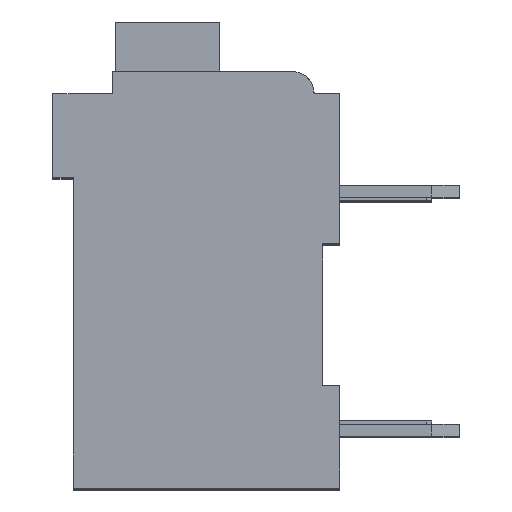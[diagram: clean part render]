
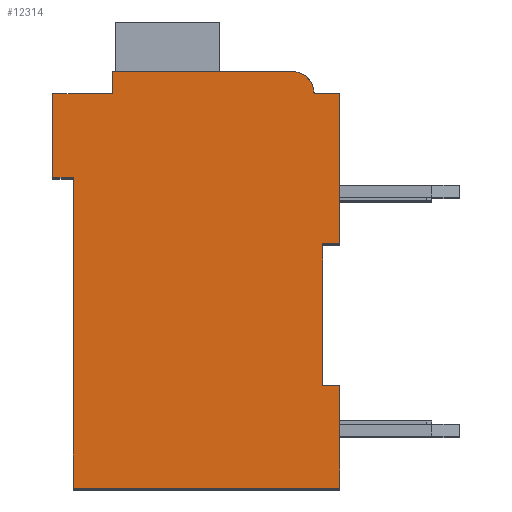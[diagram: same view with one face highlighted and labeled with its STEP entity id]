
A CAD part, top view. The second image highlights one B-rep face of the part: STEP entity #12314.
In plain terms, the highlighted planar face has unit normal (0, 0, 1).
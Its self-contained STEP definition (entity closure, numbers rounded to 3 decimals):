
#1410=DIRECTION('',(1.,0.,0.));
#1411=VECTOR('',#1410,0.5);
#1412=CARTESIAN_POINT('',(7.3,7.15,2.1));
#1413=LINE('',#1412,#1411);
#1414=DIRECTION('',(0.,1.,0.));
#1415=VECTOR('',#1414,4.15);
#1416=CARTESIAN_POINT('',(7.3,3.,2.1));
#1417=LINE('',#1416,#1415);
#1418=DIRECTION('',(-1.,0.,0.));
#1419=VECTOR('',#1418,0.5);
#1420=CARTESIAN_POINT('',(7.8,3.,2.1));
#1421=LINE('',#1420,#1419);
#1422=DIRECTION('',(0.,1.,0.));
#1423=VECTOR('',#1422,3.);
#1424=CARTESIAN_POINT('',(7.8,0.,2.1));
#1425=LINE('',#1424,#1423);
#1426=DIRECTION('',(1.,0.,0.));
#1427=VECTOR('',#1426,7.8);
#1428=CARTESIAN_POINT('',(0.,0.,2.1));
#1429=LINE('',#1428,#1427);
#1430=DIRECTION('',(0.,-1.,0.));
#1431=VECTOR('',#1430,9.1);
#1432=CARTESIAN_POINT('',(0.,9.1,2.1));
#1433=LINE('',#1432,#1431);
#1434=DIRECTION('',(1.,0.,0.));
#1435=VECTOR('',#1434,0.6);
#1436=CARTESIAN_POINT('',(-0.6,9.1,2.1));
#1437=LINE('',#1436,#1435);
#1438=DIRECTION('',(0.,-1.,0.));
#1439=VECTOR('',#1438,2.45);
#1440=CARTESIAN_POINT('',(-0.6,11.55,2.1));
#1441=LINE('',#1440,#1439);
#1442=DIRECTION('',(-1.,0.,0.));
#1443=VECTOR('',#1442,1.75);
#1444=CARTESIAN_POINT('',(1.15,11.55,2.1));
#1445=LINE('',#1444,#1443);
#1446=DIRECTION('',(0.,-1.,0.));
#1447=VECTOR('',#1446,0.65);
#1448=CARTESIAN_POINT('',(1.15,12.2,2.1));
#1449=LINE('',#1448,#1447);
#1450=DIRECTION('',(-1.,0.,0.));
#1451=VECTOR('',#1450,5.25);
#1452=CARTESIAN_POINT('',(6.4,12.2,2.1));
#1453=LINE('',#1452,#1451);
#1454=CARTESIAN_POINT('',(6.4,11.55,2.1));
#1455=DIRECTION('',(0.,0.,1.));
#1456=DIRECTION('',(1.,0.,0.));
#1457=AXIS2_PLACEMENT_3D('',#1454,#1455,#1456);
#1459=DIRECTION('',(-1.,0.,0.));
#1460=VECTOR('',#1459,0.75);
#1461=CARTESIAN_POINT('',(7.8,11.55,2.1));
#1462=LINE('',#1461,#1460);
#1463=DIRECTION('',(0.,1.,0.));
#1464=VECTOR('',#1463,4.4);
#1465=CARTESIAN_POINT('',(7.8,7.15,2.1));
#1466=LINE('',#1465,#1464);
#8500=CARTESIAN_POINT('',(7.3,7.15,2.1));
#8501=CARTESIAN_POINT('',(7.8,7.15,2.1));
#8502=VERTEX_POINT('',#8500);
#8503=VERTEX_POINT('',#8501);
#8504=CARTESIAN_POINT('',(7.8,11.55,2.1));
#8505=VERTEX_POINT('',#8504);
#8506=CARTESIAN_POINT('',(7.05,11.55,2.1));
#8507=VERTEX_POINT('',#8506);
#8508=CARTESIAN_POINT('',(6.4,12.2,2.1));
#8509=VERTEX_POINT('',#8508);
#8510=CARTESIAN_POINT('',(1.15,12.2,2.1));
#8511=VERTEX_POINT('',#8510);
#8512=CARTESIAN_POINT('',(1.15,11.55,2.1));
#8513=VERTEX_POINT('',#8512);
#8514=CARTESIAN_POINT('',(-0.6,11.55,2.1));
#8515=VERTEX_POINT('',#8514);
#8516=CARTESIAN_POINT('',(-0.6,9.1,2.1));
#8517=VERTEX_POINT('',#8516);
#8518=CARTESIAN_POINT('',(0.,9.1,2.1));
#8519=VERTEX_POINT('',#8518);
#8520=CARTESIAN_POINT('',(0.,0.,2.1));
#8521=VERTEX_POINT('',#8520);
#8522=CARTESIAN_POINT('',(7.8,0.,2.1));
#8523=VERTEX_POINT('',#8522);
#8524=CARTESIAN_POINT('',(7.8,3.,2.1));
#8525=VERTEX_POINT('',#8524);
#8526=CARTESIAN_POINT('',(7.3,3.,2.1));
#8527=VERTEX_POINT('',#8526);
#12284=CARTESIAN_POINT('',(0.,0.,2.1));
#12285=DIRECTION('',(0.,0.,1.));
#12286=DIRECTION('',(1.,0.,0.));
#12287=AXIS2_PLACEMENT_3D('',#12284,#12285,#12286);
#12288=PLANE('',#12287);
#12289=ORIENTED_EDGE('',*,*,#11165,.F.);
#12290=ORIENTED_EDGE('',*,*,#11615,.F.);
#12292=ORIENTED_EDGE('',*,*,#12291,.F.);
#12294=ORIENTED_EDGE('',*,*,#12293,.F.);
#12295=ORIENTED_EDGE('',*,*,#12052,.F.);
#12296=ORIENTED_EDGE('',*,*,#11969,.F.);
#12298=ORIENTED_EDGE('',*,*,#12297,.F.);
#12300=ORIENTED_EDGE('',*,*,#12299,.F.);
#12302=ORIENTED_EDGE('',*,*,#12301,.F.);
#12304=ORIENTED_EDGE('',*,*,#12303,.F.);
#12306=ORIENTED_EDGE('',*,*,#12305,.F.);
#12308=ORIENTED_EDGE('',*,*,#12307,.F.);
#12310=ORIENTED_EDGE('',*,*,#12309,.F.);
#12311=ORIENTED_EDGE('',*,*,#11411,.F.);
#12312=EDGE_LOOP('',(#12289,#12290,#12292,#12294,#12295,#12296,#12298,#12300,
#12302,#12304,#12306,#12308,#12310,#12311));
#12313=FACE_OUTER_BOUND('',#12312,.F.);
#1458=CIRCLE('',#1457,0.65);
#11165=EDGE_CURVE('',#8502,#8503,#1413,.T.);
#11411=EDGE_CURVE('',#8503,#8505,#1466,.T.);
#11615=EDGE_CURVE('',#8527,#8502,#1417,.T.);
#11969=EDGE_CURVE('',#8519,#8521,#1433,.T.);
#12052=EDGE_CURVE('',#8521,#8523,#1429,.T.);
#12291=EDGE_CURVE('',#8525,#8527,#1421,.T.);
#12293=EDGE_CURVE('',#8523,#8525,#1425,.T.);
#12297=EDGE_CURVE('',#8517,#8519,#1437,.T.);
#12299=EDGE_CURVE('',#8515,#8517,#1441,.T.);
#12301=EDGE_CURVE('',#8513,#8515,#1445,.T.);
#12303=EDGE_CURVE('',#8511,#8513,#1449,.T.);
#12305=EDGE_CURVE('',#8509,#8511,#1453,.T.);
#12307=EDGE_CURVE('',#8507,#8509,#1458,.T.);
#12309=EDGE_CURVE('',#8505,#8507,#1462,.T.);
#12314=ADVANCED_FACE('',(#12313),#12288,.T.);
